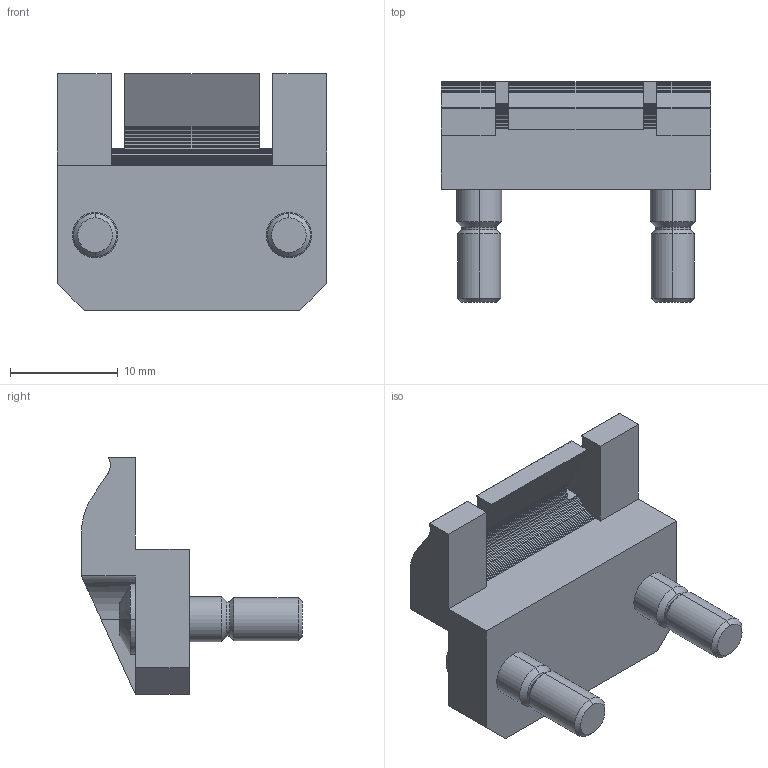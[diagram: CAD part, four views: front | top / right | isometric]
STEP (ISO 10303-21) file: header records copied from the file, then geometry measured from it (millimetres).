
FILE_DESCRIPTION (( 'STEP AP214' ), '1' );
FILE_NAME ('25120..STEP', '2016-07-28T15:40:02', ( 'Mike W' ), ( '' ), 'SwSTEP 2.0', 'SolidWorks 2016', '' );
FILE_SCHEMA (( 'AUTOMOTIVE_DESIGN' ));
Length unit declared in the file: inch
Products named in the file (1): 25120.
Bounding box: 25 x 20.5 x 22 mm (x, y, z)
Volume: 3129.7 mm3; surface area: 2167.5 mm2
Topology: 1 solids, 1 shells, 217 faces, 601 edges, 392 vertices
Faces by surface type: plane 183, cylinder 18, cone 16
Entity records: 7481 total; most frequent: CARTESIAN_POINT 1217, ORIENTED_EDGE 1202, DIRECTION 1079, EDGE_CURVE 601, LINE 555, VECTOR 555, VERTEX_POINT 392, AXIS2_PLACEMENT_3D 262
